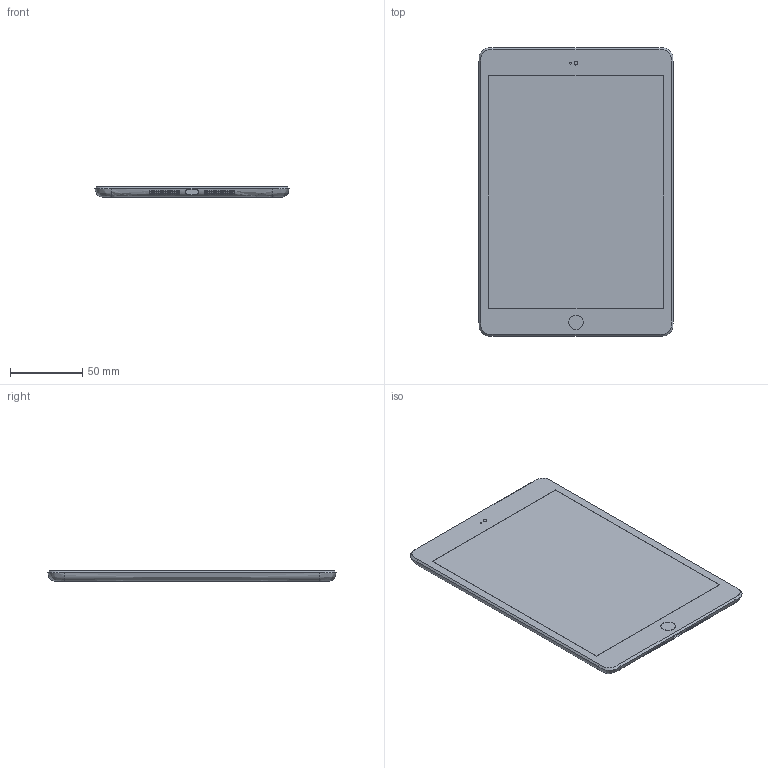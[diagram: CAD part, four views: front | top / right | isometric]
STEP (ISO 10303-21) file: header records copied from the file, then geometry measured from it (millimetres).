
FILE_DESCRIPTION (( 'STEP AP203' ), '1' );
FILE_NAME ('iPad Mini.STEP', '2012-10-26T19:41:55', ( '' ), ( '' ), 'SwSTEP 2.0', 'SolidWorks 2010', '' );
FILE_SCHEMA (( 'CONFIG_CONTROL_DESIGN' ));
Length unit declared in the file: millimetre
Products named in the file (1): iPad Mini
Bounding box: 134.7 x 200.1 x 7.2 mm (x, y, z)
Volume: 185990.3 mm3; surface area: 56892.2 mm2
Topology: 1 solids, 1 shells, 279 faces, 596 edges, 390 vertices
Faces by surface type: cylinder 153, bspline 69, plane 49, torus 8
Entity records: 10904 total; most frequent: CARTESIAN_POINT 5418, ORIENTED_EDGE 1192, DIRECTION 831, EDGE_CURVE 596, VERTEX_POINT 390, EDGE_LOOP 350, AXIS2_PLACEMENT_3D 289, ADVANCED_FACE 279
